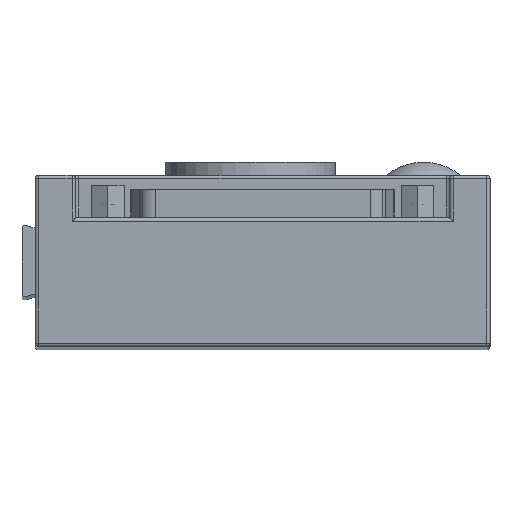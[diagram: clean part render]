
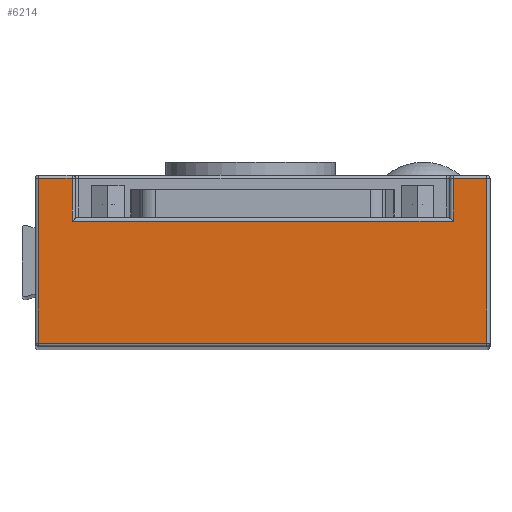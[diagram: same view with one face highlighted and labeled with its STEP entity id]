
A CAD part, top view. The second image highlights one B-rep face of the part: STEP entity #6214.
In plain terms, the highlighted planar face has unit normal (0, 0, 1).
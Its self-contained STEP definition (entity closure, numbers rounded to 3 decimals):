
#43 = EDGE_CURVE ( 'NONE', #4581, #4582, #4805, .T. ) ;
#44 = EDGE_CURVE ( 'NONE', #4582, #4583, #4807, .T. ) ;
#45 = EDGE_CURVE ( 'NONE', #4583, #4584, #4809, .T. ) ;
#46 = EDGE_CURVE ( 'NONE', #4584, #4585, #4811, .T. ) ;
#47 = EDGE_CURVE ( 'NONE', #4585, #4586, #4813, .T. ) ;
#48 = EDGE_CURVE ( 'NONE', #4586, #4587, #4815, .T. ) ;
#49 = EDGE_CURVE ( 'NONE', #4587, #4588, #4817, .T. ) ;
#50 = EDGE_CURVE ( 'NONE', #4588, #4581, #4819, .T. ) ;
#493 = CARTESIAN_POINT ( 'NONE',  ( -28.9, 12.5, 148.25 ) ) ;
#494 = CARTESIAN_POINT ( 'NONE',  ( -34., 12.5, 148.25 ) ) ;
#495 = CARTESIAN_POINT ( 'NONE',  ( -34., -12.5, 148.25 ) ) ;
#496 = CARTESIAN_POINT ( 'NONE',  ( 34., -12.5, 148.25 ) ) ;
#497 = CARTESIAN_POINT ( 'NONE',  ( 34., 12.5, 148.25 ) ) ;
#498 = CARTESIAN_POINT ( 'NONE',  ( 28.9, 12.5, 148.25 ) ) ;
#499 = CARTESIAN_POINT ( 'NONE',  ( 28.9, 6., 148.25 ) ) ;
#500 = CARTESIAN_POINT ( 'NONE',  ( -28.9, 6., 148.25 ) ) ;
#641 = PLANE ( 'NONE',  #7958 ) ;
#642 = CARTESIAN_POINT ( 'NONE',  ( -34.5, 13., 148.25 ) ) ;
#643 = DIRECTION ( 'NONE',  ( 0., 0., 1. ) ) ;
#644 = DIRECTION ( 'NONE',  ( 1., 0., 0. ) ) ;
#726 = CARTESIAN_POINT ( 'NONE',  ( 34.5, -12.5, 148.25 ) ) ;
#727 = DIRECTION ( 'NONE',  ( 1., 0., 0. ) ) ;
#728 = CARTESIAN_POINT ( 'NONE',  ( 34., 13., 148.25 ) ) ;
#729 = DIRECTION ( 'NONE',  ( 0., 1., 0. ) ) ;
#730 = CARTESIAN_POINT ( 'NONE',  ( 28.4, 12.5, 148.25 ) ) ;
#731 = DIRECTION ( 'NONE',  ( -1., 0., 0. ) ) ;
#732 = CARTESIAN_POINT ( 'NONE',  ( 28.9, 6.5, 148.25 ) ) ;
#733 = DIRECTION ( 'NONE',  ( 0., -1., 0. ) ) ;
#734 = CARTESIAN_POINT ( 'NONE',  ( -28.4, 6., 148.25 ) ) ;
#735 = DIRECTION ( 'NONE',  ( -1., 0., 0. ) ) ;
#736 = CARTESIAN_POINT ( 'NONE',  ( -28.9, 13., 148.25 ) ) ;
#737 = DIRECTION ( 'NONE',  ( 0., 1., 0. ) ) ;
#1250 = FACE_OUTER_BOUND ( 'NONE', #5909, .T. ) ;
#4385 = CARTESIAN_POINT ( 'NONE',  ( -34.5, 12.5, 148.25 ) ) ;
#4386 = DIRECTION ( 'NONE',  ( -1., 0., 0. ) ) ;
#4387 = CARTESIAN_POINT ( 'NONE',  ( -34., -13., 148.25 ) ) ;
#4388 = DIRECTION ( 'NONE',  ( 0., -1., 0. ) ) ;
#4581 = VERTEX_POINT ( 'NONE', #493 ) ;
#4582 = VERTEX_POINT ( 'NONE', #494 ) ;
#4583 = VERTEX_POINT ( 'NONE', #495 ) ;
#4584 = VERTEX_POINT ( 'NONE', #496 ) ;
#4585 = VERTEX_POINT ( 'NONE', #497 ) ;
#4586 = VERTEX_POINT ( 'NONE', #498 ) ;
#4587 = VERTEX_POINT ( 'NONE', #499 ) ;
#4588 = VERTEX_POINT ( 'NONE', #500 ) ;
#4805 = LINE ( 'NONE', #4385, #4806 ) ;
#4806 = VECTOR ( 'NONE', #4386, 1000. ) ;
#4807 = LINE ( 'NONE', #4387, #4808 ) ;
#4808 = VECTOR ( 'NONE', #4388, 1000. ) ;
#4809 = LINE ( 'NONE', #726, #4810 ) ;
#4810 = VECTOR ( 'NONE', #727, 1000. ) ;
#4811 = LINE ( 'NONE', #728, #4812 ) ;
#4812 = VECTOR ( 'NONE', #729, 1000. ) ;
#4813 = LINE ( 'NONE', #730, #4814 ) ;
#4814 = VECTOR ( 'NONE', #731, 1000. ) ;
#4815 = LINE ( 'NONE', #732, #4816 ) ;
#4816 = VECTOR ( 'NONE', #733, 1000. ) ;
#4817 = LINE ( 'NONE', #734, #4818 ) ;
#4818 = VECTOR ( 'NONE', #735, 1000. ) ;
#4819 = LINE ( 'NONE', #736, #4820 ) ;
#4820 = VECTOR ( 'NONE', #737, 1000. ) ;
#5078 = ORIENTED_EDGE ( 'NONE', *, *, #43, .T. ) ;
#5079 = ORIENTED_EDGE ( 'NONE', *, *, #44, .T. ) ;
#5080 = ORIENTED_EDGE ( 'NONE', *, *, #45, .T. ) ;
#5081 = ORIENTED_EDGE ( 'NONE', *, *, #46, .T. ) ;
#5082 = ORIENTED_EDGE ( 'NONE', *, *, #47, .T. ) ;
#5083 = ORIENTED_EDGE ( 'NONE', *, *, #48, .T. ) ;
#5084 = ORIENTED_EDGE ( 'NONE', *, *, #49, .T. ) ;
#5085 = ORIENTED_EDGE ( 'NONE', *, *, #50, .T. ) ;
#5909 = EDGE_LOOP ( 'NONE', ( #5078, #5079, #5080, #5081, #5082, #5083, #5084, #5085 ) ) ;
#6214 = ADVANCED_FACE ( 'NONE', ( #1250 ), #641, .T. ) ;
#7958 = AXIS2_PLACEMENT_3D ( 'NONE', #642, #643, #644 ) ;
